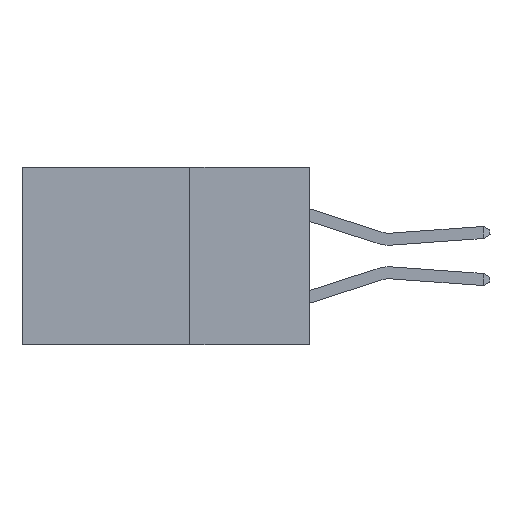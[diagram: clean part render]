
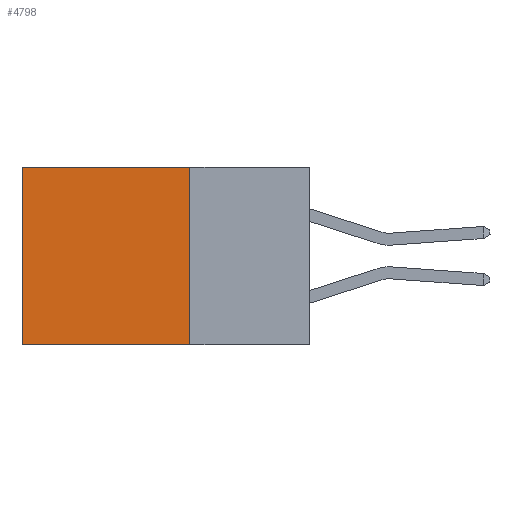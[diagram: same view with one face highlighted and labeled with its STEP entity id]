
A CAD part, left-side view. The second image highlights one B-rep face of the part: STEP entity #4798.
In plain terms, the highlighted planar face has unit normal (-1, 0, 0).
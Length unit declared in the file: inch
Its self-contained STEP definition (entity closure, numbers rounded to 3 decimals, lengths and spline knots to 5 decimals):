
#95 = VERTEX_POINT ( 'NONE', #7848 ) ;
#377 = VERTEX_POINT ( 'NONE', #3625 ) ;
#1223 = EDGE_CURVE ( 'NONE', #377, #9875, #9794, .T. ) ;
#1415 = DIRECTION ( 'NONE',  ( 0., 0., -1. ) ) ;
#1588 = VECTOR ( 'NONE', #7677, 39.37008 ) ;
#1647 = DIRECTION ( 'NONE',  ( 0., 0., -1. ) ) ;
#1931 = EDGE_CURVE ( 'NONE', #7414, #377, #5189, .T. ) ;
#1970 = VECTOR ( 'NONE', #2305, 39.37008 ) ;
#2305 = DIRECTION ( 'NONE',  ( 0., 1., 0. ) ) ;
#2395 = CARTESIAN_POINT ( 'NONE',  ( 0.2615, 0.6, -0.37 ) ) ;
#2993 = CARTESIAN_POINT ( 'NONE',  ( 0.2615, 0.25, -0.37 ) ) ;
#3052 = EDGE_LOOP ( 'NONE', ( #7032, #6032, #6815, #9234 ) ) ;
#3107 = CARTESIAN_POINT ( 'NONE',  ( 0.2615, 0.25, -0.37 ) ) ;
#3460 = AXIS2_PLACEMENT_3D ( 'NONE', #2993, #7286, #7877 ) ;
#3625 = CARTESIAN_POINT ( 'NONE',  ( 0.2615, 0.6, 0. ) ) ;
#4372 = CARTESIAN_POINT ( 'NONE',  ( 0.2615, 0.25, 0. ) ) ;
#4729 = CARTESIAN_POINT ( 'NONE',  ( 0.2615, 0.6, -0.37 ) ) ;
#4798 = ADVANCED_FACE ( 'NONE', ( #10464 ), #9636, .F. ) ;
#5189 = LINE ( 'NONE', #4372, #1588 ) ;
#5506 = LINE ( 'NONE', #3107, #1970 ) ;
#5976 = CARTESIAN_POINT ( 'NONE',  ( 0.2615, 0.25, -0.37 ) ) ;
#6032 = ORIENTED_EDGE ( 'NONE', *, *, #6195, .F. ) ;
#6195 = EDGE_CURVE ( 'NONE', #95, #9875, #5506, .T. ) ;
#6815 = ORIENTED_EDGE ( 'NONE', *, *, #7851, .F. ) ;
#7032 = ORIENTED_EDGE ( 'NONE', *, *, #1223, .T. ) ;
#7286 = DIRECTION ( 'NONE',  ( 1., 0., 0. ) ) ;
#7355 = CARTESIAN_POINT ( 'NONE',  ( 0.2615, 0.25, 0. ) ) ;
#7414 = VERTEX_POINT ( 'NONE', #7355 ) ;
#7542 = LINE ( 'NONE', #5976, #10570 ) ;
#7677 = DIRECTION ( 'NONE',  ( 0., 1., 0. ) ) ;
#7749 = VECTOR ( 'NONE', #1415, 39.37008 ) ;
#7848 = CARTESIAN_POINT ( 'NONE',  ( 0.2615, 0.25, -0.37 ) ) ;
#7851 = EDGE_CURVE ( 'NONE', #7414, #95, #7542, .T. ) ;
#7877 = DIRECTION ( 'NONE',  ( 0., 0., -1. ) ) ;
#9234 = ORIENTED_EDGE ( 'NONE', *, *, #1931, .T. ) ;
#9636 = PLANE ( 'NONE',  #3460 ) ;
#9794 = LINE ( 'NONE', #4729, #7749 ) ;
#9875 = VERTEX_POINT ( 'NONE', #2395 ) ;
#10464 = FACE_OUTER_BOUND ( 'NONE', #3052, .T. ) ;
#10570 = VECTOR ( 'NONE', #1647, 39.37008 ) ;
